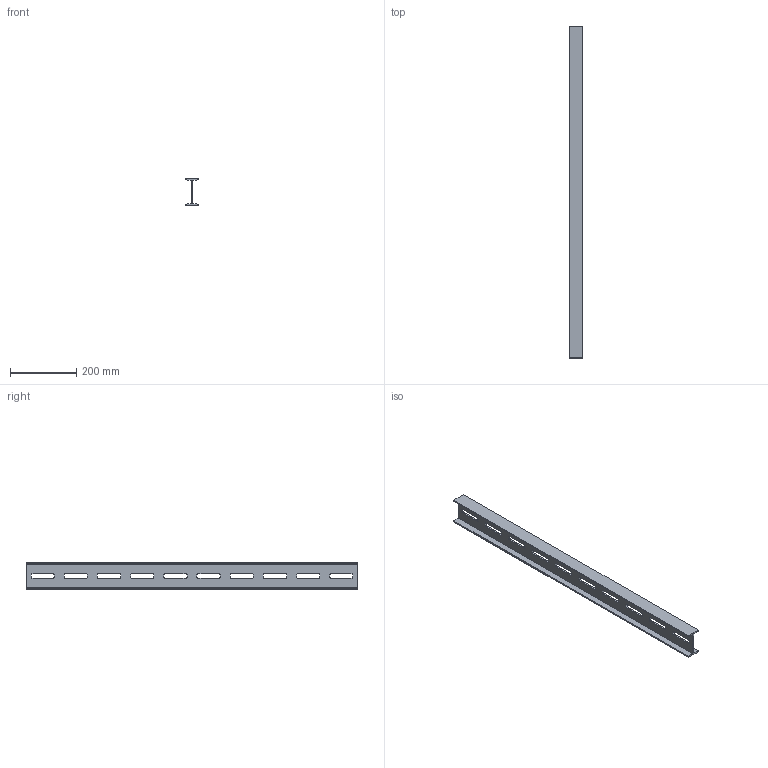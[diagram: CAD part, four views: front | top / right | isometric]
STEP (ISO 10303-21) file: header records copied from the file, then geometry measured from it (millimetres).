
FILE_DESCRIPTION((''),'2;1');
FILE_NAME('700211_PRT','2019-03-26T10:35:50',('tomasz.grudniewski'),(''),'CREO PARAMETRIC BY PTC INC, 2018500','CREO PARAMETRIC BY PTC INC, 2018500','');
FILE_SCHEMA(('CONFIG_CONTROL_DESIGN'));
Length unit declared in the file: millimetre
Products named in the file (1): 700211_PRT
Bounding box: 42 x 1000 x 80 mm (x, y, z)
Volume: 663007.9 mm3; surface area: 301120 mm2
Topology: 1 solids, 1 shells, 98 faces, 288 edges, 192 vertices
Faces by surface type: plane 58, cylinder 40
Entity records: 3350 total; most frequent: CARTESIAN_POINT 578, ORIENTED_EDGE 576, DIRECTION 564, EDGE_CURVE 288, VECTOR 208, LINE 208, VERTEX_POINT 192, AXIS2_PLACEMENT_3D 178
